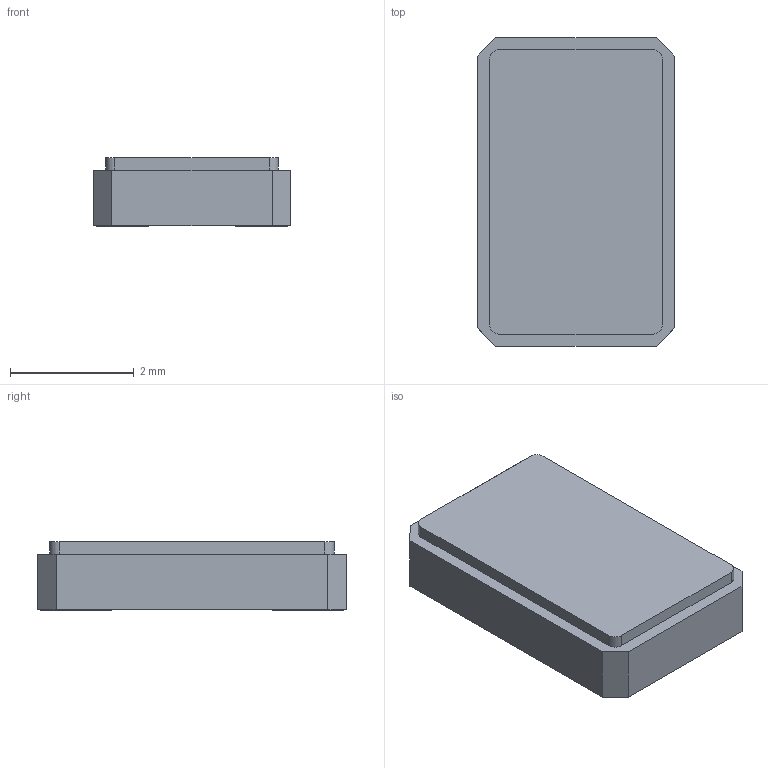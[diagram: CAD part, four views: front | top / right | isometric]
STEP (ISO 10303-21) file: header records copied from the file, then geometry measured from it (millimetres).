
FILE_DESCRIPTION((''),'2;1');
FILE_NAME('XTAL_SMD_ABM3B','2010-10-06T',('Wiebke'),(''),'PRO/ENGINEER BY PARAMETRIC TECHNOLOGY CORPORATION, 2008400','PRO/ENGINEER BY PARAMETRIC TECHNOLOGY CORPORATION, 2008400','');
FILE_SCHEMA(('AUTOMOTIVE_DESIGN_CC2 { 1 2 10303 214 -1 1 5 2 }'));
Length unit declared in the file: millimetre
Products named in the file (1): XTAL_SMD_ABM3B
Bounding box: 3.2 x 5 x 1.11 mm (x, y, z)
Volume: 16.8 mm3; surface area: 48.8 mm2
Topology: 1 solids, 1 shells, 44 faces, 111 edges, 74 vertices
Faces by surface type: plane 40, cylinder 4
Entity records: 1759 total; most frequent: CARTESIAN_POINT 231, ORIENTED_EDGE 222, DIRECTION 211, PRESENTATION_STYLE_ASSIGNMENT 118, STYLED_ITEM 114, CURVE_STYLE 113, EDGE_CURVE 111, VECTOR 103
